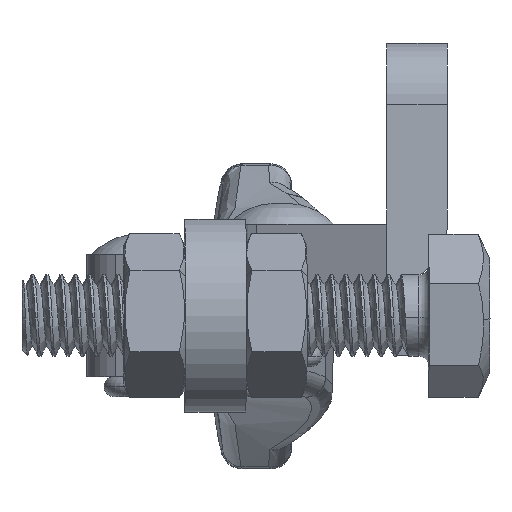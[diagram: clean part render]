
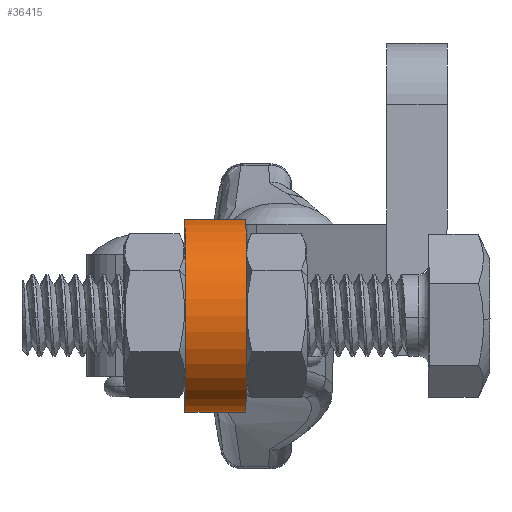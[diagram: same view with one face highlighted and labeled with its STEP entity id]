
A CAD part, left-side view. The second image highlights one B-rep face of the part: STEP entity #36415.
In plain terms, the highlighted cylindrical face has radius 4.75 mm (diameter 9.5 mm), a partial arc.
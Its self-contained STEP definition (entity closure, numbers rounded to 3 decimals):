
#16964 = CARTESIAN_POINT ( 'NONE',  ( -23.5, 4.762, 2.005 ) ) ;
#16965 = AXIS2_PLACEMENT_3D ( 'NONE', #16964, #17031, #17030 ) ;
#16966 = CIRCLE ( 'NONE', #16965, 4.75 ) ;
#16967 = CARTESIAN_POINT ( 'NONE',  ( -23.5, 3.163, 6.478 ) ) ;
#16968 = DIRECTION ( 'NONE',  ( 0., 0.942, 0.337 ) ) ;
#16969 = VECTOR ( 'NONE', #16968, 1000. ) ;
#16970 = CARTESIAN_POINT ( 'NONE',  ( -23.5, 0.338, 5.468 ) ) ;
#16971 = LINE ( 'NONE', #16970, #16969 ) ;
#16972 = CARTESIAN_POINT ( 'NONE',  ( -23.5, 0.338, 5.468 ) ) ;
#16990 = DIRECTION ( 'NONE',  ( 0., -0.337, 0.942 ) ) ;
#16991 = DIRECTION ( 'NONE',  ( 0., 0.942, 0.337 ) ) ;
#16992 = AXIS2_PLACEMENT_3D ( 'NONE', #16996, #16991, #16990 ) ;
#16993 = CIRCLE ( 'NONE', #16992, 4.75 ) ;
#16996 = CARTESIAN_POINT ( 'NONE',  ( -23.5, 1.938, 0.995 ) ) ;
#17030 = DIRECTION ( 'NONE',  ( 0., -0.337, 0.942 ) ) ;
#17031 = DIRECTION ( 'NONE',  ( 0., 0.942, 0.337 ) ) ;
#17116 = CARTESIAN_POINT ( 'NONE',  ( -23.5, 6.362, -2.468 ) ) ;
#17117 = DIRECTION ( 'NONE',  ( 0., 0.942, 0.337 ) ) ;
#17118 = VECTOR ( 'NONE', #17117, 1000. ) ;
#17119 = CARTESIAN_POINT ( 'NONE',  ( -23.5, 3.537, -3.478 ) ) ;
#17120 = LINE ( 'NONE', #17119, #17118 ) ;
#17121 = CARTESIAN_POINT ( 'NONE',  ( -23.5, 3.537, -3.478 ) ) ;
#17164 = DIRECTION ( 'NONE',  ( 0., -0.337, 0.942 ) ) ;
#17165 = DIRECTION ( 'NONE',  ( 0., 0.942, 0.337 ) ) ;
#17166 = CARTESIAN_POINT ( 'NONE',  ( -23.5, 1.938, 0.995 ) ) ;
#17167 = AXIS2_PLACEMENT_3D ( 'NONE', #17166, #17165, #17164 ) ;
#17168 = CYLINDRICAL_SURFACE ( 'NONE', #17167, 4.75 ) ;
#17169 = FACE_OUTER_BOUND ( 'NONE', #36416, .T. ) ;
#36361 = ORIENTED_EDGE ( 'NONE', *, *, #36408, .F. ) ;
#36362 = ORIENTED_EDGE ( 'NONE', *, *, #36363, .T. ) ;
#36363 = EDGE_CURVE ( 'NONE', #36406, #36364, #16993, .T. ) ;
#36364 = VERTEX_POINT ( 'NONE', #16972 ) ;
#36365 = ORIENTED_EDGE ( 'NONE', *, *, #36366, .T. ) ;
#36366 = EDGE_CURVE ( 'NONE', #36364, #36367, #16971, .T. ) ;
#36367 = VERTEX_POINT ( 'NONE', #16967 ) ;
#36368 = ORIENTED_EDGE ( 'NONE', *, *, #36369, .F. ) ;
#36369 = EDGE_CURVE ( 'NONE', #36409, #36367, #16966, .T. ) ;
#36406 = VERTEX_POINT ( 'NONE', #17121 ) ;
#36408 = EDGE_CURVE ( 'NONE', #36406, #36409, #17120, .T. ) ;
#36409 = VERTEX_POINT ( 'NONE', #17116 ) ;
#36415 = ADVANCED_FACE ( 'NONE', ( #17169 ), #17168, .T. ) ;
#36416 = EDGE_LOOP ( 'NONE', ( #36361, #36362, #36365, #36368 ) ) ;
